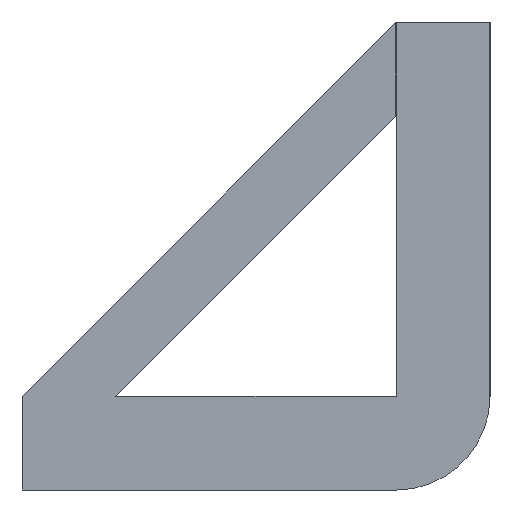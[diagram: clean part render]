
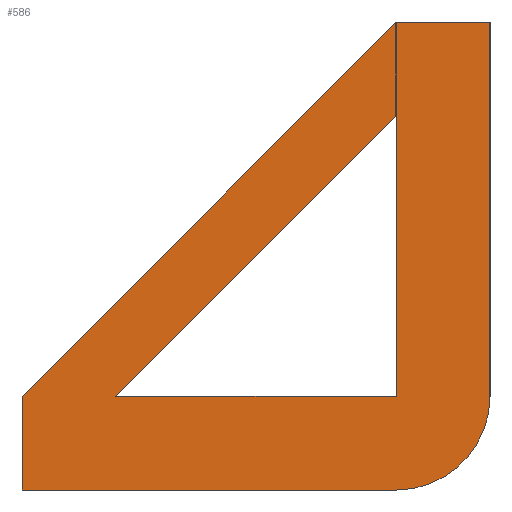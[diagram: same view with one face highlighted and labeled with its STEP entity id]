
A CAD part, left-side view. The second image highlights one B-rep face of the part: STEP entity #586.
In plain terms, the highlighted planar face has unit normal (-1, 0, 0).
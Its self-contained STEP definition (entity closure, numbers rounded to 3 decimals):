
#38=FACE_OUTER_BOUND('',#69,.T.);
#69=EDGE_LOOP('',(#408,#409,#410,#411,#412,#413,#414,#415,#416,#417));
#109=CIRCLE('',#633,2.);
#143=LINE('',#885,#203);
#145=LINE('',#889,#205);
#146=LINE('',#891,#206);
#147=LINE('',#893,#207);
#148=LINE('',#895,#208);
#149=LINE('',#897,#209);
#150=LINE('',#899,#210);
#151=LINE('',#901,#211);
#152=LINE('',#904,#212);
#203=VECTOR('',#703,10.);
#205=VECTOR('',#707,10.);
#206=VECTOR('',#708,10.);
#207=VECTOR('',#709,10.);
#208=VECTOR('',#710,10.);
#209=VECTOR('',#711,10.);
#210=VECTOR('',#712,10.);
#211=VECTOR('',#713,10.);
#212=VECTOR('',#716,10.);
#263=VERTEX_POINT('',#882);
#264=VERTEX_POINT('',#884);
#265=VERTEX_POINT('',#888);
#266=VERTEX_POINT('',#890);
#267=VERTEX_POINT('',#892);
#268=VERTEX_POINT('',#894);
#269=VERTEX_POINT('',#896);
#270=VERTEX_POINT('',#898);
#271=VERTEX_POINT('',#900);
#272=VERTEX_POINT('',#902);
#320=EDGE_CURVE('',#264,#263,#143,.T.);
#322=EDGE_CURVE('',#265,#263,#145,.T.);
#323=EDGE_CURVE('',#266,#265,#146,.T.);
#324=EDGE_CURVE('',#267,#266,#147,.T.);
#325=EDGE_CURVE('',#268,#267,#148,.T.);
#326=EDGE_CURVE('',#269,#268,#149,.T.);
#327=EDGE_CURVE('',#269,#270,#150,.T.);
#328=EDGE_CURVE('',#271,#270,#151,.T.);
#329=EDGE_CURVE('',#272,#271,#109,.T.);
#330=EDGE_CURVE('',#264,#272,#152,.T.);
#408=ORIENTED_EDGE('',*,*,#320,.T.);
#409=ORIENTED_EDGE('',*,*,#322,.F.);
#410=ORIENTED_EDGE('',*,*,#323,.F.);
#411=ORIENTED_EDGE('',*,*,#324,.F.);
#412=ORIENTED_EDGE('',*,*,#325,.F.);
#413=ORIENTED_EDGE('',*,*,#326,.F.);
#414=ORIENTED_EDGE('',*,*,#327,.T.);
#415=ORIENTED_EDGE('',*,*,#328,.F.);
#416=ORIENTED_EDGE('',*,*,#329,.F.);
#417=ORIENTED_EDGE('',*,*,#330,.F.);
#566=PLANE('',#632);
#586=ADVANCED_FACE('',(#38),#566,.T.);
#632=AXIS2_PLACEMENT_3D('',#887,#705,#706);
#633=AXIS2_PLACEMENT_3D('',#903,#714,#715);
#703=DIRECTION('',(0.,1.,0.));
#705=DIRECTION('center_axis',(-1.,0.,0.));
#706=DIRECTION('ref_axis',(0.,0.,1.));
#707=DIRECTION('',(0.,0.,1.));
#708=DIRECTION('',(0.,-1.,0.));
#709=DIRECTION('',(0.,0.707,-0.707));
#710=DIRECTION('',(0.,0.,-1.));
#711=DIRECTION('',(0.,-0.707,0.707));
#712=DIRECTION('',(0.,0.,-1.));
#713=DIRECTION('',(0.,1.,0.));
#714=DIRECTION('center_axis',(1.,0.,0.));
#715=DIRECTION('ref_axis',(0.,-0.707,-0.707));
#716=DIRECTION('',(0.,0.,-1.));
#882=CARTESIAN_POINT('',(0.,2.,8.));
#884=CARTESIAN_POINT('',(0.,0.,8.));
#885=CARTESIAN_POINT('',(0.,0.,8.));
#887=CARTESIAN_POINT('Origin',(0.,0.,0.));
#888=CARTESIAN_POINT('',(0.,2.,0.));
#889=CARTESIAN_POINT('',(0.,2.,8.));
#890=CARTESIAN_POINT('',(0.,8.,0.));
#891=CARTESIAN_POINT('',(0.,10.,0.));
#892=CARTESIAN_POINT('',(0.,2.014,5.986));
#893=CARTESIAN_POINT('',(0.,2.014,5.986));
#894=CARTESIAN_POINT('',(0.,2.014,7.986));
#895=CARTESIAN_POINT('',(0.,2.014,7.986));
#896=CARTESIAN_POINT('',(0.,10.,0.));
#897=CARTESIAN_POINT('',(0.,10.,0.));
#898=CARTESIAN_POINT('',(0.,10.,-2.));
#899=CARTESIAN_POINT('',(0.,10.,0.));
#900=CARTESIAN_POINT('',(0.,2.,-2.));
#901=CARTESIAN_POINT('',(0.,10.,-2.));
#902=CARTESIAN_POINT('',(0.,0.,0.));
#903=CARTESIAN_POINT('Origin',(0.,2.,0.));
#904=CARTESIAN_POINT('',(0.,0.,0.));
